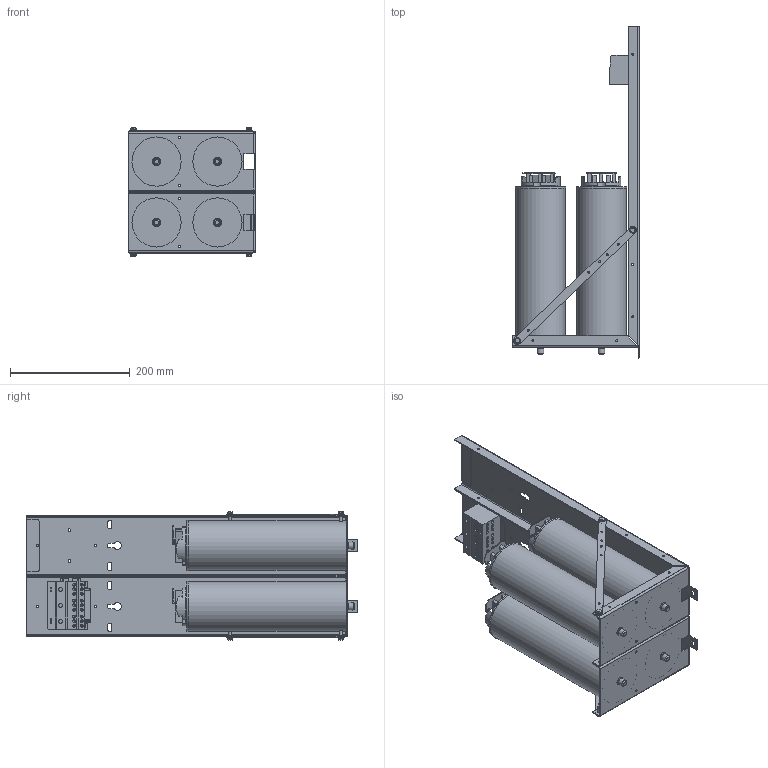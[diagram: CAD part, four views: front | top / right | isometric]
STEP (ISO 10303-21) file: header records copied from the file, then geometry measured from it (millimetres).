
FILE_DESCRIPTION(/* description */ (''),/* implementation_level */ '2;1');
FILE_NAME(/* name */ 'KPCUL060C63.stp',/* time_stamp */ '2020-03-27T14:25:46-05:00',/* author */ ('jnelson'),/* organization */ (''),/* preprocessor_version */ 'ST-DEVELOPER v17',/* originating_system */ 'Autodesk Inventor 2019',/* authorisation */ '');
FILE_SCHEMA (('AUTOMOTIVE_DESIGN { 1 0 10303 214 3 1 1 }'));
Length unit declared in the file: inch
Products named in the file (11): KPCUL060C63; MASTER 600V  ASSEMBLY 4 CAPS HOLE TRAY ALTECH 38073 (27934); 27938; 27937; 2555; 23837; 27943; 27791-A; 25441; 27934; 28569
Assembly tree (20 placements, depth 3):
  KPCUL060C63
    MASTER 600V  ASSEMBLY 4 CAPS HOLE TRAY ALTECH 38073 (27934)
      27943  x2
      27791-A  x2
      27938  x2
      27937
      2555  x2
      25441  x4
      23837
      27934
    28569  x4
Bounding box: 211.84 x 553.72 x 213.74 mm (x, y, z)
Volume: 6223815.9 mm3; surface area: 833803.4 mm2
Topology: 23 solids, 23 shells, 1198 faces, 3299 edges, 2158 vertices
Faces by surface type: plane 814, cylinder 338, bspline 24, torus 18, cone 4
Full cylindrical faces by diameter (mm): 3.251 x24, 3.556 x18, 3.683 x2, 4.572 x36, 4.597 x4, 4.724 x2, 4.801 x8, 5.08 x18, 6.35 x10, 6.604 x3, 8.128 x4, 10.922 x4, 11.176 x3, 12.7 x2, 14.224 x4, 59.69 x4, 80.33 x4, 82.042 x4
Entity records: 22849 total; most frequent: CARTESIAN_POINT 7177, ORIENTED_EDGE 3238, DIRECTION 2968, EDGE_CURVE 1619, VERTEX_POINT 1076, AXIS2_PLACEMENT_3D 1019, LINE 930, VECTOR 930
